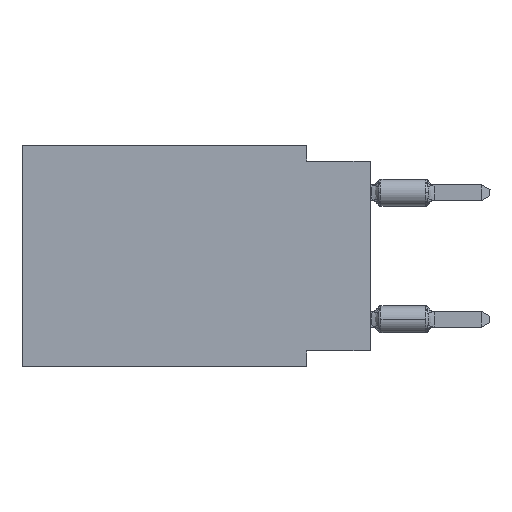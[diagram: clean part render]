
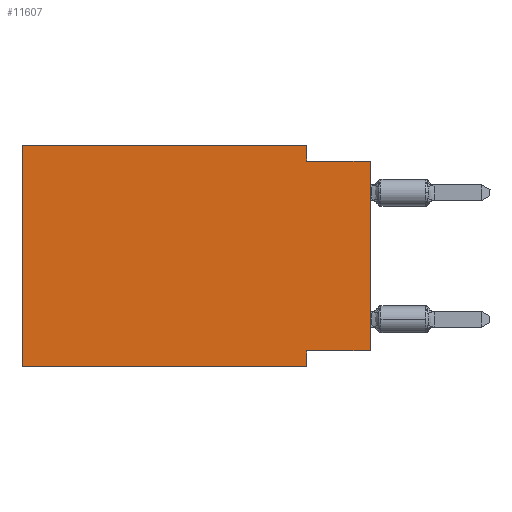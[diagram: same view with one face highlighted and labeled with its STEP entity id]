
A CAD part, left-side view. The second image highlights one B-rep face of the part: STEP entity #11607.
In plain terms, the highlighted planar face has unit normal (-1, 0, 0).
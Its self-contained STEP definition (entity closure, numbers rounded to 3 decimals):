
#37 = ORIENTED_EDGE ( 'NONE', *, *, #16022, .F. ) ;
#237 = LINE ( 'NONE', #12729, #1209 ) ;
#379 = EDGE_CURVE ( 'NONE', #2729, #16092, #16186, .T. ) ;
#617 = DIRECTION ( 'NONE',  ( 0., 1., 0. ) ) ;
#794 = VECTOR ( 'NONE', #11521, 1000. ) ;
#1052 = AXIS2_PLACEMENT_3D ( 'NONE', #1171, #6819, #15349 ) ;
#1171 = CARTESIAN_POINT ( 'NONE',  ( 0., 13.97, 0. ) ) ;
#1192 = EDGE_LOOP ( 'NONE', ( #2429, #17636, #6887, #8380, #37, #8030, #3157, #11133 ) ) ;
#1209 = VECTOR ( 'NONE', #15430, 1000. ) ;
#1618 = CARTESIAN_POINT ( 'NONE',  ( 0., 0., -0.635 ) ) ;
#1944 = LINE ( 'NONE', #8888, #5839 ) ;
#2429 = ORIENTED_EDGE ( 'NONE', *, *, #5195, .T. ) ;
#2572 = FACE_OUTER_BOUND ( 'NONE', #1192, .T. ) ;
#2631 = DIRECTION ( 'NONE',  ( 0., 0., -1. ) ) ;
#2729 = VERTEX_POINT ( 'NONE', #7692 ) ;
#3157 = ORIENTED_EDGE ( 'NONE', *, *, #13002, .F. ) ;
#3832 = CARTESIAN_POINT ( 'NONE',  ( 0., 2.54, -8.89 ) ) ;
#4947 = CARTESIAN_POINT ( 'NONE',  ( 0., 2.54, -0.635 ) ) ;
#5195 = EDGE_CURVE ( 'NONE', #2729, #15536, #1944, .T. ) ;
#5384 = CARTESIAN_POINT ( 'NONE',  ( 0., 13.97, 0. ) ) ;
#5777 = VERTEX_POINT ( 'NONE', #15348 ) ;
#5839 = VECTOR ( 'NONE', #17512, 1000. ) ;
#5875 = CARTESIAN_POINT ( 'NONE',  ( 0., 13.97, -8.89 ) ) ;
#6087 = VECTOR ( 'NONE', #13153, 1000. ) ;
#6368 = CARTESIAN_POINT ( 'NONE',  ( 0., 0., -8.255 ) ) ;
#6489 = CARTESIAN_POINT ( 'NONE',  ( 0., 2.54, 0. ) ) ;
#6819 = DIRECTION ( 'NONE',  ( 1., 0., 0. ) ) ;
#6887 = ORIENTED_EDGE ( 'NONE', *, *, #8118, .F. ) ;
#7692 = CARTESIAN_POINT ( 'NONE',  ( 0., 0., -8.255 ) ) ;
#7860 = VERTEX_POINT ( 'NONE', #5384 ) ;
#7917 = LINE ( 'NONE', #12165, #10462 ) ;
#8030 = ORIENTED_EDGE ( 'NONE', *, *, #12765, .T. ) ;
#8118 = EDGE_CURVE ( 'NONE', #15714, #12915, #9262, .T. ) ;
#8212 = PLANE ( 'NONE',  #1052 ) ;
#8380 = ORIENTED_EDGE ( 'NONE', *, *, #9597, .F. ) ;
#8672 = VERTEX_POINT ( 'NONE', #16377 ) ;
#8888 = CARTESIAN_POINT ( 'NONE',  ( 0., 0., 0. ) ) ;
#9121 = VECTOR ( 'NONE', #617, 1000. ) ;
#9262 = LINE ( 'NONE', #6489, #6087 ) ;
#9597 = EDGE_CURVE ( 'NONE', #7860, #15714, #7917, .T. ) ;
#10462 = VECTOR ( 'NONE', #15055, 1000. ) ;
#10506 = EDGE_CURVE ( 'NONE', #12915, #15536, #237, .T. ) ;
#11079 = VECTOR ( 'NONE', #16012, 1000. ) ;
#11133 = ORIENTED_EDGE ( 'NONE', *, *, #379, .F. ) ;
#11521 = DIRECTION ( 'NONE',  ( 0., -1., 0. ) ) ;
#11607 = ADVANCED_FACE ( 'NONE', ( #2572 ), #8212, .F. ) ;
#11762 = CARTESIAN_POINT ( 'NONE',  ( 0., 13.97, 0. ) ) ;
#12027 = VECTOR ( 'NONE', #2631, 1000. ) ;
#12165 = CARTESIAN_POINT ( 'NONE',  ( 0., 13.97, 0. ) ) ;
#12216 = CARTESIAN_POINT ( 'NONE',  ( 0., 2.54, -8.255 ) ) ;
#12729 = CARTESIAN_POINT ( 'NONE',  ( 0., 0., -0.635 ) ) ;
#12765 = EDGE_CURVE ( 'NONE', #5777, #8672, #14294, .T. ) ;
#12915 = VERTEX_POINT ( 'NONE', #4947 ) ;
#13002 = EDGE_CURVE ( 'NONE', #16092, #8672, #16608, .T. ) ;
#13153 = DIRECTION ( 'NONE',  ( 0., 0., -1. ) ) ;
#14294 = LINE ( 'NONE', #5875, #794 ) ;
#15055 = DIRECTION ( 'NONE',  ( 0., -1., 0. ) ) ;
#15348 = CARTESIAN_POINT ( 'NONE',  ( 0., 13.97, -8.89 ) ) ;
#15349 = DIRECTION ( 'NONE',  ( 0., 0., -1. ) ) ;
#15430 = DIRECTION ( 'NONE',  ( 0., -1., 0. ) ) ;
#15536 = VERTEX_POINT ( 'NONE', #1618 ) ;
#15714 = VERTEX_POINT ( 'NONE', #17635 ) ;
#16012 = DIRECTION ( 'NONE',  ( 0., 0., 1. ) ) ;
#16022 = EDGE_CURVE ( 'NONE', #5777, #7860, #17337, .T. ) ;
#16092 = VERTEX_POINT ( 'NONE', #12216 ) ;
#16186 = LINE ( 'NONE', #6368, #9121 ) ;
#16377 = CARTESIAN_POINT ( 'NONE',  ( 0., 2.54, -8.89 ) ) ;
#16608 = LINE ( 'NONE', #3832, #12027 ) ;
#17337 = LINE ( 'NONE', #11762, #11079 ) ;
#17512 = DIRECTION ( 'NONE',  ( 0., 0., 1. ) ) ;
#17635 = CARTESIAN_POINT ( 'NONE',  ( 0., 2.54, 0. ) ) ;
#17636 = ORIENTED_EDGE ( 'NONE', *, *, #10506, .F. ) ;
